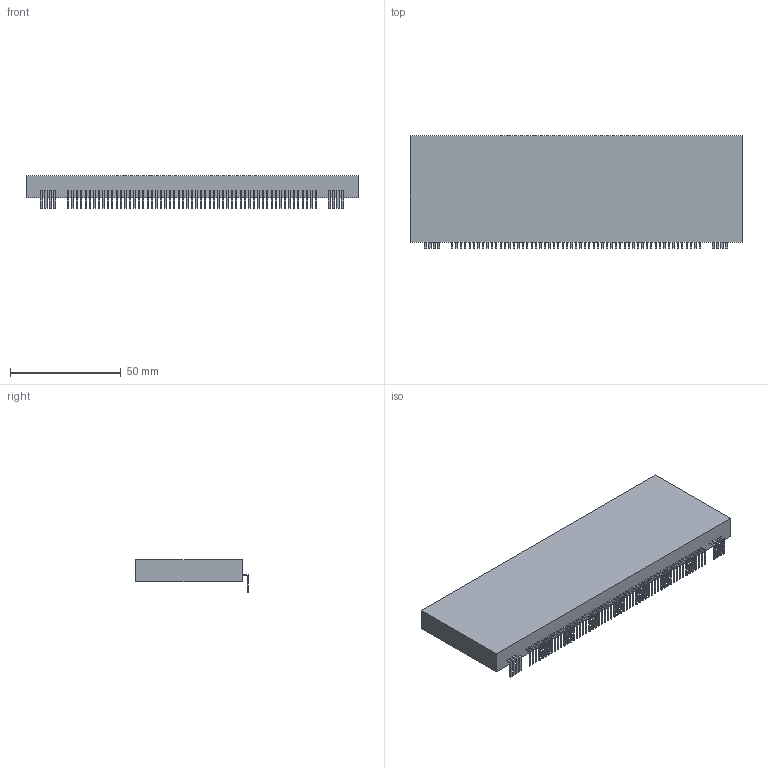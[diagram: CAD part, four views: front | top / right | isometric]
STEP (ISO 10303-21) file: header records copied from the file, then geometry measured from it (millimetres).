
FILE_DESCRIPTION(/* description */ ('STEP AP242 Edition 2','CAx-IF Rec.Pracs.---Representation and Presentation of Product Manufacturing Information (PMI)---4.0---2014-10-13','CAx-IF Rec.Pracs.---3D Tessellated Geometry---0.4---2014-09-14','2;1','CAx-IF Rec.Pracs.---User Defined Attributes---1.5---2016-08-15'),/* implementation_level */ '2;1');
FILE_NAME(/* name */ '69211f99d2e10cc7e914d66e',/* time_stamp */ '2025-11-22T02:27:38Z',/* author */ (''),/* organization */ (''),/* preprocessor_version */ 'ST-DEVELOPER v20',/* originating_system */ 'ONSHAPE BY PTC INC, 1.207',/* authorisation */ ' ');
FILE_SCHEMA (('AP242_MANAGED_MODEL_BASED_3D_ENGINEERING_MIM_LF { 1 0 10303 442 3 1 4 }'));
Length unit declared in the file: metre
Products named in the file (4): Assembly 1; Pin; Filament Pin; Body
Assembly tree (66 placements, depth 2):
  Assembly 1
    Pin  x57
    Filament Pin  x8
    Body
Bounding box: 150 x 50.7 x 14.75 mm (x, y, z)
Volume: 72173.9 mm3; surface area: 19798.7 mm2
Topology: 66 solids, 66 shells, 526 faces, 1182 edges, 788 vertices
Faces by surface type: plane 526
Entity records: 1190 total; most frequent: DIRECTION 226, CARTESIAN_POINT 169, ORIENTED_EDGE 96, AXIS2_PLACEMENT_3D 89, PRODUCT_DEFINITION_SHAPE 70, CONTEXT_DEPENDENT_SHAPE_REPRESENTATION 66, NEXT_ASSEMBLY_USAGE_OCCURRENCE 66, ITEM_DEFINED_TRANSFORMATION 66
